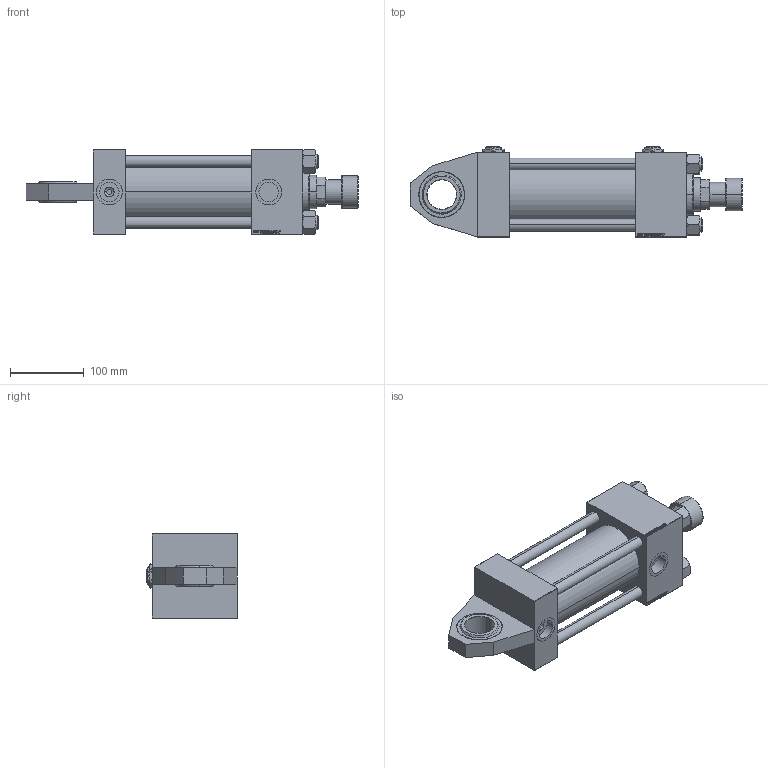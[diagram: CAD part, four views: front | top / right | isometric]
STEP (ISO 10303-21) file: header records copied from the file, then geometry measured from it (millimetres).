
FILE_DESCRIPTION (( 'STEP AP203' ), '1' );
FILE_NAME ('188d.STEP', '2022-04-16T02:29:12', ( '' ), ( '' ), 'SwSTEP 2.0', 'SolidWorks 2019', '' );
FILE_SCHEMA (( 'CONFIG_CONTROL_DESIGN' ));
Length unit declared in the file: millimetre
Products named in the file (9): V215CR_VCP_J fff521cdb3532eb1b7beeb2c0eba24bf; V215CR_J_VNITRNI_KROUZEK fff521cdb3532eb1b7beeb2c0eba24bf; V215CR_J_Body fff521cdb3532eb1b7beeb2c0eba24bf; V215_VC_A fff521cdb3532eb1b7beeb2c0eba24bf; Zatka_pro_OIL_PORT fff521cdb3532eb1b7beeb2c0eba24bf; V215CR_TYCINKA_J fff521cdb3532eb1b7beeb2c0eba24bf; 188d; V215CR_ROD_END_F fff521cdb3532eb1b7beeb2c0eba24bf; NUT_M5_J fff521cdb3532eb1b7beeb2c0eba24bf
Assembly tree (15 placements, depth 2):
  188d
    V215CR_J_Body fff521cdb3532eb1b7beeb2c0eba24bf
    V215CR_J_VNITRNI_KROUZEK fff521cdb3532eb1b7beeb2c0eba24bf
    V215CR_VCP_J fff521cdb3532eb1b7beeb2c0eba24bf
    V215CR_TYCINKA_J fff521cdb3532eb1b7beeb2c0eba24bf  x4
    NUT_M5_J fff521cdb3532eb1b7beeb2c0eba24bf  x4
    V215_VC_A fff521cdb3532eb1b7beeb2c0eba24bf
    V215CR_ROD_END_F fff521cdb3532eb1b7beeb2c0eba24bf
    Zatka_pro_OIL_PORT fff521cdb3532eb1b7beeb2c0eba24bf  x2
Bounding box: 450 x 122 x 115 mm (x, y, z)
Volume: 2365271.6 mm3; surface area: 410757.5 mm2
Topology: 15 solids, 15 shells, 1306 faces, 3266 edges, 2113 vertices
Faces by surface type: plane 616, bspline 392, cone 172, cylinder 102, torus 24
Entity records: 53077 total; most frequent: CARTESIAN_POINT 27806, ORIENTED_EDGE 5604, DIRECTION 3716, EDGE_CURVE 2802, VERTEX_POINT 1833, LINE 1626, VECTOR 1626, EDGE_LOOP 1245
